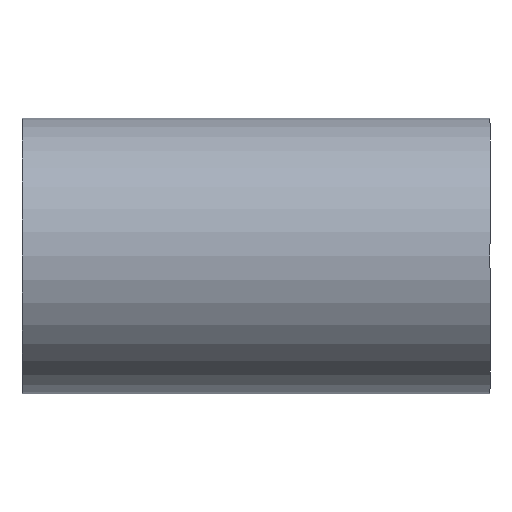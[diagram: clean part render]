
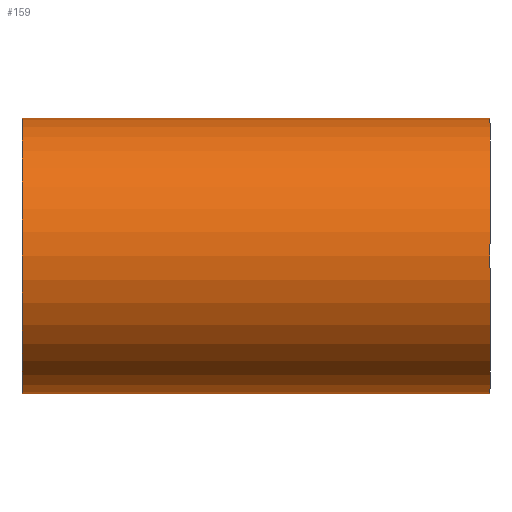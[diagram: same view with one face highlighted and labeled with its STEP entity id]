
A CAD part, front view. The second image highlights one B-rep face of the part: STEP entity #159.
In plain terms, the highlighted cylindrical face has radius 127 mm (diameter 254 mm), a full revolution.
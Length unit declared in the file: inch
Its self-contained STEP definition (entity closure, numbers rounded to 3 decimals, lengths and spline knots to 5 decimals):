
#16=FACE_BOUND('',#35,.T.);
#26=FACE_OUTER_BOUND('',#34,.T.);
#34=EDGE_LOOP('',(#126,#127,#128,#129,#130,#131));
#35=EDGE_LOOP('',(#132,#133,#134));
#45=ELLIPSE('',#193,7.07107,5.);
#46=ELLIPSE('',#194,7.07107,5.);
#47=ELLIPSE('',#195,7.07107,5.);
#50=LINE('',#296,#54);
#54=VECTOR('',#244,5.);
#60=CIRCLE('',#197,5.);
#61=CIRCLE('',#198,5.);
#62=CIRCLE('',#199,5.);
#63=CIRCLE('',#200,5.);
#75=VERTEX_POINT('',#283);
#76=VERTEX_POINT('',#285);
#77=VERTEX_POINT('',#287);
#78=VERTEX_POINT('',#291);
#79=VERTEX_POINT('',#292);
#80=VERTEX_POINT('',#295);
#81=VERTEX_POINT('',#297);
#95=EDGE_CURVE('',#76,#75,#45,.T.);
#96=EDGE_CURVE('',#77,#76,#46,.T.);
#97=EDGE_CURVE('',#75,#77,#47,.T.);
#98=EDGE_CURVE('',#78,#79,#60,.T.);
#99=EDGE_CURVE('',#79,#78,#61,.T.);
#100=EDGE_CURVE('',#79,#80,#50,.T.);
#101=EDGE_CURVE('',#80,#81,#62,.T.);
#102=EDGE_CURVE('',#81,#80,#63,.T.);
#126=ORIENTED_EDGE('',*,*,#98,.F.);
#127=ORIENTED_EDGE('',*,*,#99,.F.);
#128=ORIENTED_EDGE('',*,*,#100,.T.);
#129=ORIENTED_EDGE('',*,*,#101,.T.);
#130=ORIENTED_EDGE('',*,*,#102,.T.);
#131=ORIENTED_EDGE('',*,*,#100,.F.);
#132=ORIENTED_EDGE('',*,*,#95,.T.);
#133=ORIENTED_EDGE('',*,*,#97,.T.);
#134=ORIENTED_EDGE('',*,*,#96,.T.);
#154=CYLINDRICAL_SURFACE('',#196,5.);
#159=ADVANCED_FACE('',(#26,#16),#154,.T.);
#193=AXIS2_PLACEMENT_3D('',#286,#232,#233);
#194=AXIS2_PLACEMENT_3D('',#288,#234,#235);
#195=AXIS2_PLACEMENT_3D('',#289,#236,#237);
#196=AXIS2_PLACEMENT_3D('',#290,#238,#239);
#197=AXIS2_PLACEMENT_3D('',#293,#240,#241);
#198=AXIS2_PLACEMENT_3D('',#294,#242,#243);
#199=AXIS2_PLACEMENT_3D('',#298,#245,#246);
#200=AXIS2_PLACEMENT_3D('',#299,#247,#248);
#232=DIRECTION('center_axis',(0.707,-0.707,0.));
#233=DIRECTION('ref_axis',(-0.707,-0.707,0.));
#234=DIRECTION('center_axis',(-0.707,-0.707,0.));
#235=DIRECTION('ref_axis',(-0.707,0.707,0.));
#236=DIRECTION('center_axis',(0.707,-0.707,0.));
#237=DIRECTION('ref_axis',(-0.707,-0.707,0.));
#238=DIRECTION('center_axis',(1.,0.,0.));
#239=DIRECTION('ref_axis',(0.,1.,0.));
#240=DIRECTION('center_axis',(1.,0.,0.));
#241=DIRECTION('ref_axis',(0.,0.,-1.));
#242=DIRECTION('center_axis',(1.,0.,0.));
#243=DIRECTION('ref_axis',(0.,0.,-1.));
#244=DIRECTION('',(-1.,0.,0.));
#245=DIRECTION('center_axis',(1.,0.,0.));
#246=DIRECTION('ref_axis',(0.,0.,-1.));
#247=DIRECTION('center_axis',(1.,0.,0.));
#248=DIRECTION('ref_axis',(0.,0.,-1.));
#283=CARTESIAN_POINT('',(5.,5.,0.));
#285=CARTESIAN_POINT('',(0.,0.,-5.));
#286=CARTESIAN_POINT('Origin',(0.,0.,
0.));
#287=CARTESIAN_POINT('',(0.,0.,5.));
#288=CARTESIAN_POINT('Origin',(0.,0.,
0.));
#289=CARTESIAN_POINT('Origin',(0.,0.,
0.));
#290=CARTESIAN_POINT('Origin',(0.,0.,
0.));
#291=CARTESIAN_POINT('',(8.5,5.,0.));
#292=CARTESIAN_POINT('',(8.5,-5.,0.));
#293=CARTESIAN_POINT('Origin',(8.5,0.,0.));
#294=CARTESIAN_POINT('Origin',(8.5,0.,0.));
#295=CARTESIAN_POINT('',(-8.5,-5.,0.));
#296=CARTESIAN_POINT('',(0.,-5.,0.));
#297=CARTESIAN_POINT('',(-8.5,5.,0.));
#298=CARTESIAN_POINT('Origin',(-8.5,0.,0.));
#299=CARTESIAN_POINT('Origin',(-8.5,0.,0.));
